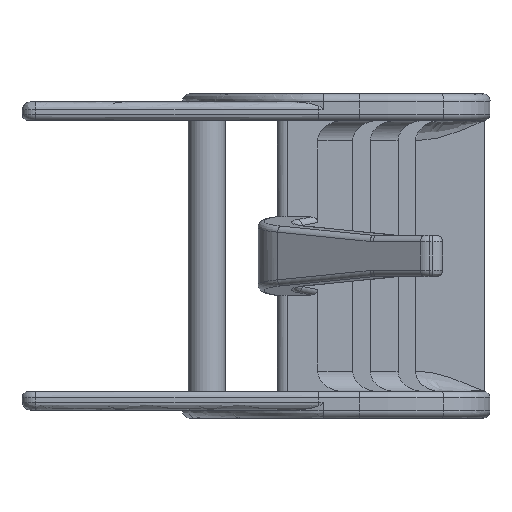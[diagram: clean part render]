
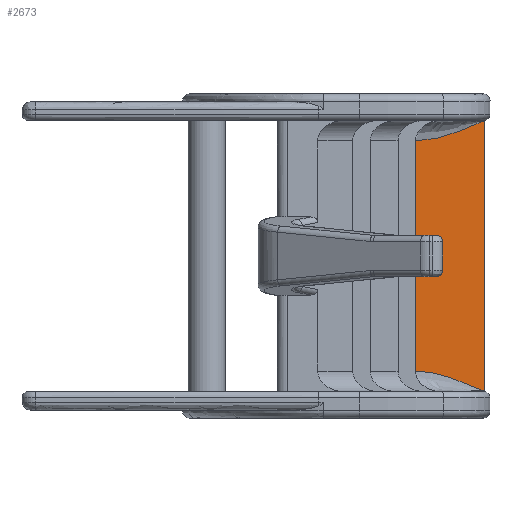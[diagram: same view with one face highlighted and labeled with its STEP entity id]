
A CAD part, front view. The second image highlights one B-rep face of the part: STEP entity #2673.
In plain terms, the highlighted planar face has unit normal (0.762, -0.647, 0).
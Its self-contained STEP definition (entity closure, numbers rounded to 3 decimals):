
#757=CARTESIAN_POINT('',(2.743,35.,1.233));
#758=VERTEX_POINT('',#757);
#1658=CARTESIAN_POINT('',(-0.631,31.028,2.3));
#1659=VERTEX_POINT('',#1658);
#1675=CARTESIAN_POINT('',(-0.631,31.028,13.5));
#1676=VERTEX_POINT('',#1675);
#1677=CARTESIAN_POINT('',(-0.631,31.028,13.5));
#1678=DIRECTION('',(0.0,0.0,-1.0));
#1679=VECTOR('',#1678,11.2);
#1680=LINE('',#1677,#1679);
#1681=EDGE_CURVE('',#1676,#1659,#1680,.T.);
#2548=CARTESIAN_POINT('',(2.715,34.967,1.312));
#2549=VERTEX_POINT('',#2548);
#2550=CARTESIAN_POINT('',(2.715,34.967,1.312));
#2551=CARTESIAN_POINT('',(1.6,33.654,1.808));
#2552=CARTESIAN_POINT('',(0.484,32.341,2.3));
#2553=CARTESIAN_POINT('',(-0.631,31.028,2.3));
#2554=B_SPLINE_CURVE_WITH_KNOTS('',3,(#2550,#2551,#2552,#2553),.UNSPECIFIED.,.F.,.U.,(4,4),(0.,1.0),.UNSPECIFIED.);
#2555=EDGE_CURVE('',#2549,#1659,#2554,.T.);
#2605=CARTESIAN_POINT('',(2.743,35.,15.801));
#2606=DIRECTION('',(-0.762,0.647,0.0));
#2607=DIRECTION('',(0.0,0.0,1.0));
#2608=AXIS2_PLACEMENT_3D('',#2605,#2606,#2607);
#2609=PLANE('',#2608);
#2610=ORIENTED_EDGE('',*,*,#2555,.F.);
#2611=CARTESIAN_POINT('',(2.743,35.,1.233));
#2612=CARTESIAN_POINT('',(2.743,35.,1.253));
#2613=CARTESIAN_POINT('',(2.742,34.998,1.267));
#2614=CARTESIAN_POINT('',(2.735,34.99,1.287));
#2615=CARTESIAN_POINT('',(2.733,34.987,1.293));
#2616=CARTESIAN_POINT('',(2.724,34.977,1.307));
#2617=CARTESIAN_POINT('',(2.719,34.972,1.31));
#2618=CARTESIAN_POINT('',(2.715,34.967,1.312));
#2619=B_SPLINE_CURVE_WITH_KNOTS('',3,(#2611,#2612,#2613,#2614,#2615,#2616,#2617,#2618),.UNSPECIFIED.,.F.,.U.,(4,2,2,4),(0.0,0.5,0.75,1.0),.UNSPECIFIED.);
#2620=EDGE_CURVE('',#758,#2549,#2619,.T.);
#2621=ORIENTED_EDGE('',*,*,#2620,.F.);
#2622=CARTESIAN_POINT('',(2.743,35.,14.567));
#2623=VERTEX_POINT('',#2622);
#2624=CARTESIAN_POINT('',(2.743,35.,14.567));
#2625=DIRECTION('',(0.0,0.0,-1.0));
#2626=VECTOR('',#2625,13.333);
#2627=LINE('',#2624,#2626);
#2628=EDGE_CURVE('',#2623,#758,#2627,.T.);
#2629=ORIENTED_EDGE('',*,*,#2628,.F.);
#2630=CARTESIAN_POINT('',(2.717,34.969,14.489));
#2631=VERTEX_POINT('',#2630);
#2632=CARTESIAN_POINT('',(2.718,34.97,14.489));
#2633=CARTESIAN_POINT('',(2.719,34.971,14.49));
#2634=CARTESIAN_POINT('',(2.72,34.973,14.491));
#2635=CARTESIAN_POINT('',(2.722,34.975,14.492));
#2636=CARTESIAN_POINT('',(2.724,34.977,14.494));
#2637=CARTESIAN_POINT('',(2.727,34.981,14.498));
#2638=CARTESIAN_POINT('',(2.728,34.982,14.5));
#2639=CARTESIAN_POINT('',(2.73,34.984,14.503));
#2640=CARTESIAN_POINT('',(2.731,34.986,14.505));
#2641=CARTESIAN_POINT('',(2.733,34.988,14.509));
#2642=CARTESIAN_POINT('',(2.734,34.989,14.512));
#2643=CARTESIAN_POINT('',(2.736,34.992,14.517));
#2644=CARTESIAN_POINT('',(2.737,34.993,14.52));
#2645=CARTESIAN_POINT('',(2.741,34.997,14.531));
#2646=CARTESIAN_POINT('',(2.743,34.999,14.547));
#2647=CARTESIAN_POINT('',(2.743,35.,14.564));
#2648=CARTESIAN_POINT('',(2.743,35.,14.565));
#2649=CARTESIAN_POINT('',(2.743,35.,14.566));
#2650=CARTESIAN_POINT('',(2.743,35.,14.567));
#2651=B_SPLINE_CURVE_WITH_KNOTS('',3,(#2632,#2633,#2634,#2635,#2636,#2637,#2638,#2639,#2640,#2641,#2642,#2643,#2644,#2645,#2646,#2647,#2648,#2649,#2650),.UNSPECIFIED.,.F.,.U.,(4,3,3,3,3,3,4),(0.046,0.125,0.25,0.375,0.5,0.975,1.0),.UNSPECIFIED.);
#2652=EDGE_CURVE('',#2631,#2623,#2651,.T.);
#2653=ORIENTED_EDGE('',*,*,#2652,.F.);
#2654=CARTESIAN_POINT('',(2.715,34.967,14.488));
#2655=VERTEX_POINT('',#2654);
#2656=CARTESIAN_POINT('',(2.715,34.967,14.488));
#2657=CARTESIAN_POINT('',(2.716,34.968,14.488));
#2658=CARTESIAN_POINT('',(2.717,34.969,14.488));
#2659=CARTESIAN_POINT('',(2.718,34.97,14.489));
#2660=B_SPLINE_CURVE_WITH_KNOTS('',3,(#2656,#2657,#2658,#2659),.UNSPECIFIED.,.F.,.U.,(4,4),(0.0,0.046),.UNSPECIFIED.);
#2661=EDGE_CURVE('',#2655,#2631,#2660,.T.);
#2662=ORIENTED_EDGE('',*,*,#2661,.F.);
#2663=CARTESIAN_POINT('',(-0.631,31.028,13.5));
#2664=CARTESIAN_POINT('',(0.484,32.341,13.5));
#2665=CARTESIAN_POINT('',(1.6,33.654,13.992));
#2666=CARTESIAN_POINT('',(2.715,34.967,14.488));
#2667=B_SPLINE_CURVE_WITH_KNOTS('',3,(#2663,#2664,#2665,#2666),.UNSPECIFIED.,.F.,.U.,(4,4),(0.0,1.),.UNSPECIFIED.);
#2668=EDGE_CURVE('',#1676,#2655,#2667,.T.);
#2669=ORIENTED_EDGE('',*,*,#2668,.F.);
#2670=ORIENTED_EDGE('',*,*,#1681,.T.);
#2671=EDGE_LOOP('',(#2610,#2621,#2629,#2653,#2662,#2669,#2670));
#2672=FACE_OUTER_BOUND('',#2671,.T.);
#2673=ADVANCED_FACE('',(#2672),#2609,.F.);
